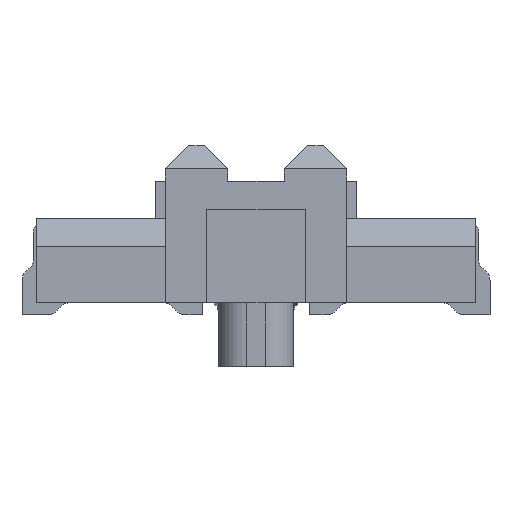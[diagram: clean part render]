
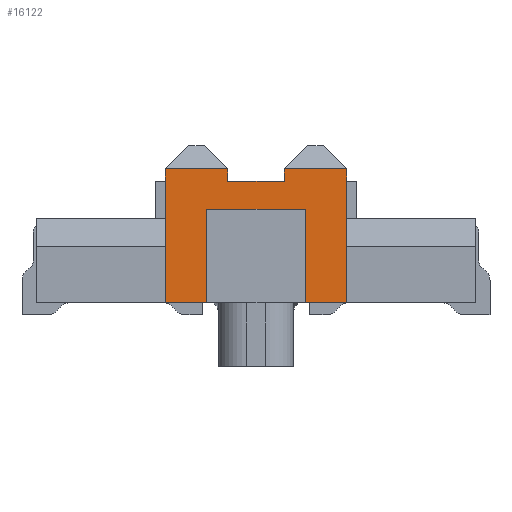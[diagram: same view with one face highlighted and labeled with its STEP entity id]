
A CAD part, left-side view. The second image highlights one B-rep face of the part: STEP entity #16122.
In plain terms, the highlighted planar face has unit normal (-1, 0, 0).
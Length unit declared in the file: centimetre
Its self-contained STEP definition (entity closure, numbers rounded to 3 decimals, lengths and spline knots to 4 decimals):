
#1037=FACE_OUTER_BOUND($,#1883,.T.);
#1883=EDGE_LOOP($,(#11654,#11655,#11656,#11657,#11658,#11659,#11660,#11661,
#11662,#11663,#11664,#11665));
#2731=LINE($,#23281,#4646);
#2757=LINE($,#23333,#4672);
#3227=LINE($,#24321,#5142);
#3232=LINE($,#24331,#5147);
#3234=LINE($,#24335,#5149);
#3286=LINE($,#24427,#5201);
#3290=LINE($,#24434,#5205);
#3313=LINE($,#24478,#5228);
#3316=LINE($,#24482,#5231);
#3317=LINE($,#24483,#5232);
#3318=LINE($,#24484,#5233);
#3319=LINE($,#24485,#5234);
#4646=VECTOR($,#18447,0.067);
#4672=VECTOR($,#18493,0.143);
#5142=VECTOR($,#19271,0.105);
#5147=VECTOR($,#19280,0.1);
#5149=VECTOR($,#19284,0.1);
#5201=VECTOR($,#19376,0.06);
#5205=VECTOR($,#19384,0.013);
#5228=VECTOR($,#19429,0.143);
#5231=VECTOR($,#19434,0.0445);
#5232=VECTOR($,#19435,0.013);
#5233=VECTOR($,#19436,0.067);
#5234=VECTOR($,#19437,0.0445);
#6542=VERTEX_POINT($,#23275);
#6544=VERTEX_POINT($,#23279);
#6559=VERTEX_POINT($,#23330);
#6560=VERTEX_POINT($,#23332);
#6922=VERTEX_POINT($,#24315);
#6924=VERTEX_POINT($,#24319);
#6927=VERTEX_POINT($,#24329);
#6928=VERTEX_POINT($,#24333);
#6947=VERTEX_POINT($,#24424);
#6948=VERTEX_POINT($,#24426);
#6949=VERTEX_POINT($,#24432);
#6959=VERTEX_POINT($,#24477);
#8199=EDGE_CURVE($,#6542,#6544,#2731,.T.);
#8225=EDGE_CURVE($,#6560,#6559,#2757,.T.);
#8720=EDGE_CURVE($,#6922,#6924,#3227,.T.);
#8725=EDGE_CURVE($,#6924,#6927,#3232,.T.);
#8727=EDGE_CURVE($,#6922,#6928,#3234,.T.);
#8780=EDGE_CURVE($,#6948,#6947,#3286,.T.);
#8784=EDGE_CURVE($,#6947,#6949,#3290,.T.);
#8807=EDGE_CURVE($,#6542,#6959,#3313,.T.);
#8810=EDGE_CURVE($,#6927,#6959,#3316,.T.);
#8811=EDGE_CURVE($,#6544,#6948,#3317,.T.);
#8812=EDGE_CURVE($,#6949,#6560,#3318,.T.);
#8813=EDGE_CURVE($,#6559,#6928,#3319,.T.);
#11654=ORIENTED_EDGE($,*,*,#8727,.F.);
#11655=ORIENTED_EDGE($,*,*,#8720,.T.);
#11656=ORIENTED_EDGE($,*,*,#8725,.T.);
#11657=ORIENTED_EDGE($,*,*,#8810,.T.);
#11658=ORIENTED_EDGE($,*,*,#8807,.F.);
#11659=ORIENTED_EDGE($,*,*,#8199,.T.);
#11660=ORIENTED_EDGE($,*,*,#8811,.T.);
#11661=ORIENTED_EDGE($,*,*,#8780,.T.);
#11662=ORIENTED_EDGE($,*,*,#8784,.T.);
#11663=ORIENTED_EDGE($,*,*,#8812,.T.);
#11664=ORIENTED_EDGE($,*,*,#8225,.T.);
#11665=ORIENTED_EDGE($,*,*,#8813,.T.);
#15533=PLANE($,#17016);
#16122=ADVANCED_FACE($,(#1037),#15533,.F.);
#17016=AXIS2_PLACEMENT_3D($,#24481,#19432,#19433);
#18447=DIRECTION($,(0.,1.,0.));
#18493=DIRECTION($,(0.,0.,-1.));
#19271=DIRECTION($,(0.,-1.,0.));
#19280=DIRECTION($,(0.,0.,-1.));
#19284=DIRECTION($,(0.,0.,-1.));
#19376=DIRECTION($,(0.,1.,0.));
#19384=DIRECTION($,(0.,0.,1.));
#19429=DIRECTION($,(0.,0.,-1.));
#19432=DIRECTION('center_axis',(1.,0.,0.));
#19433=DIRECTION('ref_axis',(0.,1.,0.));
#19434=DIRECTION($,(0.,-1.,0.));
#19435=DIRECTION($,(0.,0.,-1.));
#19436=DIRECTION($,(0.,1.,0.));
#19437=DIRECTION($,(0.,-1.,0.));
#23275=CARTESIAN_POINT('',(-0.4,-0.047,0.153));
#23279=CARTESIAN_POINT('',(-0.4,0.02,0.153));
#23281=CARTESIAN_POINT($,(-0.4,-0.2,0.153));
#23330=CARTESIAN_POINT('',(-0.4,0.147,0.01));
#23332=CARTESIAN_POINT('',(-0.4,0.147,0.153));
#23333=CARTESIAN_POINT($,(-0.4,0.147,0.178));
#24315=CARTESIAN_POINT('',(-0.4,0.1025,0.11));
#24319=CARTESIAN_POINT('',(-0.4,-0.0025,0.11));
#24321=CARTESIAN_POINT($,(-0.4,0.1025,0.11));
#24329=CARTESIAN_POINT('',(-0.4,-0.0025,0.01));
#24331=CARTESIAN_POINT($,(-0.4,-0.0025,0.11));
#24333=CARTESIAN_POINT('',(-0.4,0.1025,0.01));
#24335=CARTESIAN_POINT($,(-0.4,0.1025,0.11));
#24424=CARTESIAN_POINT('',(-0.4,0.08,0.14));
#24426=CARTESIAN_POINT('',(-0.4,0.02,0.14));
#24427=CARTESIAN_POINT($,(-0.4,0.02,0.14));
#24432=CARTESIAN_POINT('',(-0.4,0.08,0.153));
#24434=CARTESIAN_POINT($,(-0.4,0.08,0.14));
#24477=CARTESIAN_POINT('',(-0.4,-0.047,0.01));
#24478=CARTESIAN_POINT($,(-0.4,-0.047,0.178));
#24481=CARTESIAN_POINT('Origin',(-0.4,0.147,0.178));
#24482=CARTESIAN_POINT($,(-0.4,0.147,0.01));
#24483=CARTESIAN_POINT($,(-0.4,0.02,0.153));
#24484=CARTESIAN_POINT($,(-0.4,-0.2,0.153));
#24485=CARTESIAN_POINT($,(-0.4,0.147,0.01));
